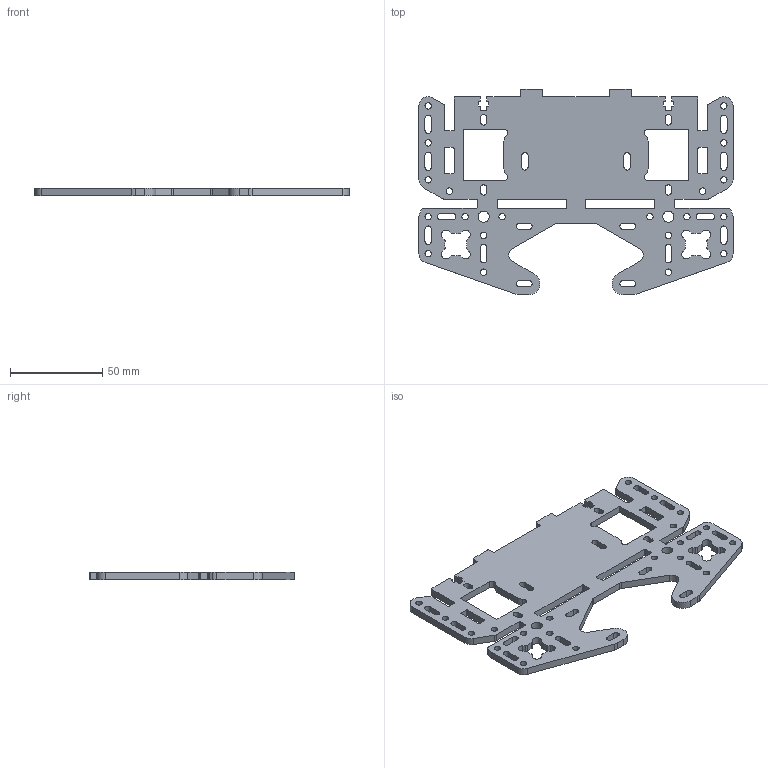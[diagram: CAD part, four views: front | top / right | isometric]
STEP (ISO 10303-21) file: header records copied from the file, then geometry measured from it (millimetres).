
FILE_DESCRIPTION(('STEP AP242'), '1');
FILE_NAME('ﾎ魵瑙韃-V2', '', ('UNSPECIFIED'), ('UNSPECIFIED'), 'C3D Converter', 'C3D Toolkit', '');
FILE_SCHEMA(('AP242_MANAGED_MODEL_BASED_3D_ENGINEERING_MIM_LF { 1 0 10303 442 1 1 4 }'));
Length unit declared in the file: millimetre
Bounding box: 170 x 111.19 x 4 mm (x, y, z)
Volume: 46615.5 mm3; surface area: 31859.8 mm2
Topology: 1 solids, 1 shells, 327 faces, 969 edges, 646 vertices
Faces by surface type: plane 161, cylinder 154, extrusion 12
Full cylindrical faces by diameter (mm): 3.5 x20, 6 x2
Entity records: 11165 total; most frequent: CARTESIAN_POINT 1993, ORIENTED_EDGE 1894, DIRECTION 1875, EDGE_CURVE 947, VERTEX_POINT 646, VECTOR 627, AXIS2_PLACEMENT_3D 624, LINE 615
